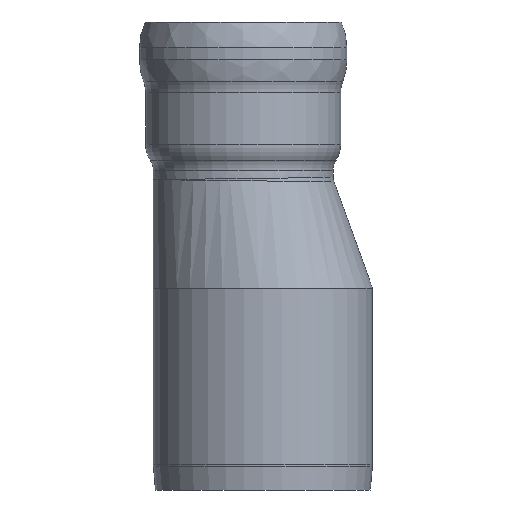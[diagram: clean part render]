
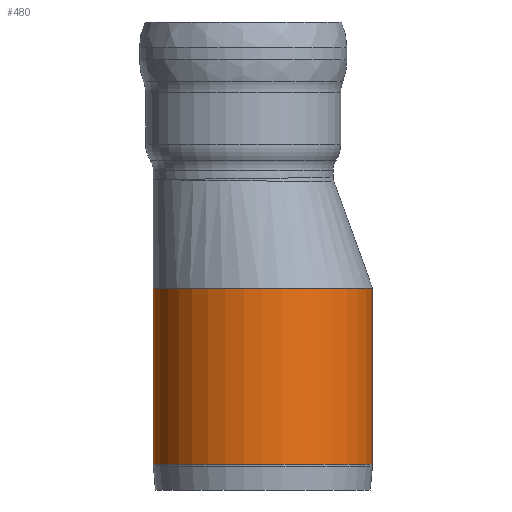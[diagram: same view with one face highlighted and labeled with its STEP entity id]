
A CAD part, front view. The second image highlights one B-rep face of the part: STEP entity #480.
In plain terms, the highlighted cylindrical face has radius 445 mm (diameter 890 mm), a full revolution.
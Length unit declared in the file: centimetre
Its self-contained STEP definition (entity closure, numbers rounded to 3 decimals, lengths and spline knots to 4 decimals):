
#40=CYLINDRICAL_SURFACE('',#522,44.5);
#49=LINE('',#779,#60);
#60=VECTOR('',#617,44.5);
#87=FACE_OUTER_BOUND('',#118,.T.);
#118=EDGE_LOOP('',(#337,#338,#339,#340,#341));
#147=CIRCLE('',#512,44.5);
#151=CIRCLE('',#517,44.5);
#152=CIRCLE('',#518,44.5);
#201=VERTEX_POINT('',#760);
#205=VERTEX_POINT('',#768);
#206=VERTEX_POINT('',#770);
#249=EDGE_CURVE('',#201,#201,#147,.T.);
#253=EDGE_CURVE('',#205,#206,#151,.T.);
#254=EDGE_CURVE('',#206,#205,#152,.T.);
#258=EDGE_CURVE('',#206,#201,#49,.T.);
#337=ORIENTED_EDGE('',*,*,#253,.F.);
#338=ORIENTED_EDGE('',*,*,#254,.F.);
#339=ORIENTED_EDGE('',*,*,#258,.T.);
#340=ORIENTED_EDGE('',*,*,#249,.T.);
#341=ORIENTED_EDGE('',*,*,#258,.F.);
#480=ADVANCED_FACE('',(#87),#40,.T.);
#512=AXIS2_PLACEMENT_3D('',#761,#594,#595);
#517=AXIS2_PLACEMENT_3D('',#771,#604,#605);
#518=AXIS2_PLACEMENT_3D('',#772,#606,#607);
#522=AXIS2_PLACEMENT_3D('',#778,#615,#616);
#594=DIRECTION('center_axis',(0.,0.,
-1.));
#595=DIRECTION('ref_axis',(-1.,0.,0.));
#604=DIRECTION('center_axis',(0.,0.,-1.));
#605=DIRECTION('ref_axis',(1.,0.,0.));
#606=DIRECTION('center_axis',(0.,0.,-1.));
#607=DIRECTION('ref_axis',(1.,0.,0.));
#615=DIRECTION('center_axis',(0.,0.,-1.));
#616=DIRECTION('ref_axis',(-1.,0.,0.));
#617=DIRECTION('',(0.,0.,1.));
#760=CARTESIAN_POINT('',(44.5,0.,82.));
#761=CARTESIAN_POINT('Origin',(0.,0.,82.));
#768=CARTESIAN_POINT('',(0.,-44.5,10.5065));
#770=CARTESIAN_POINT('',(44.5,0.,10.5065));
#771=CARTESIAN_POINT('Origin',(0.,0.,10.5065));
#772=CARTESIAN_POINT('Origin',(0.,0.,10.5065));
#778=CARTESIAN_POINT('Origin',(0.,0.,46.));
#779=CARTESIAN_POINT('',(44.5,0.,46.));
